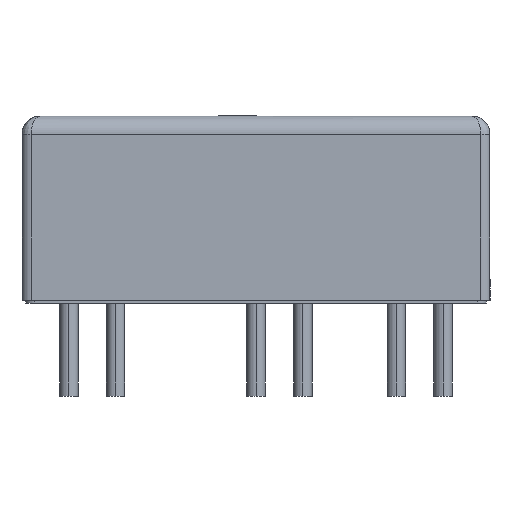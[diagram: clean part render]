
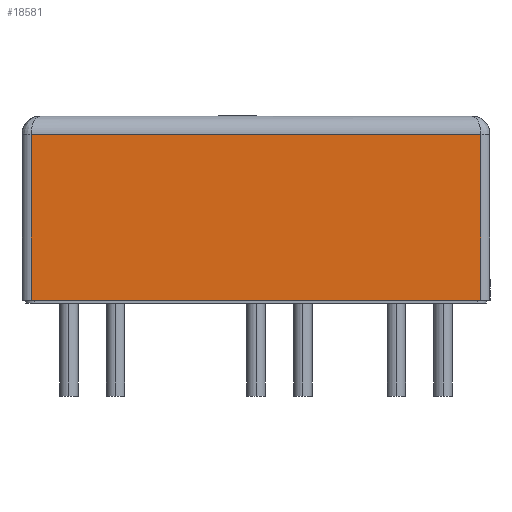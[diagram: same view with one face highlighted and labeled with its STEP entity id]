
A CAD part, left-side view. The second image highlights one B-rep face of the part: STEP entity #18581.
In plain terms, the highlighted planar face has unit normal (-1, 0, 0).
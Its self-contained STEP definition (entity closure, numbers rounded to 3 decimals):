
#515 = LINE ( 'NONE', #9208, #33468 ) ;
#950 = CARTESIAN_POINT ( 'NONE',  ( -25.4, 12.2, -5. ) ) ;
#1067 = PLANE ( 'NONE',  #13578 ) ;
#1984 = ORIENTED_EDGE ( 'NONE', *, *, #12220, .T. ) ;
#2106 = VECTOR ( 'NONE', #37988, 1000. ) ;
#2345 = ORIENTED_EDGE ( 'NONE', *, *, #22613, .T. ) ;
#3137 = LINE ( 'NONE', #29786, #3865 ) ;
#3865 = VECTOR ( 'NONE', #21054, 1000. ) ;
#5591 = VERTEX_POINT ( 'NONE', #26438 ) ;
#5833 = VERTEX_POINT ( 'NONE', #26350 ) ;
#9208 = CARTESIAN_POINT ( 'NONE',  ( -25.4, -12.7, -5. ) ) ;
#9767 = EDGE_CURVE ( 'NONE', #5833, #24098, #3137, .T. ) ;
#10049 = ORIENTED_EDGE ( 'NONE', *, *, #9767, .T. ) ;
#12220 = EDGE_CURVE ( 'NONE', #32127, #5833, #515, .T. ) ;
#13578 = AXIS2_PLACEMENT_3D ( 'NONE', #33668, #34239, #18982 ) ;
#14904 = CARTESIAN_POINT ( 'NONE',  ( -25.4, 12.7, 4. ) ) ;
#15404 = DIRECTION ( 'NONE',  ( 0., -1., 0. ) ) ;
#18416 = FACE_OUTER_BOUND ( 'NONE', #38111, .T. ) ;
#18581 = ADVANCED_FACE ( 'NONE', ( #18416 ), #1067, .F. ) ;
#18982 = DIRECTION ( 'NONE',  ( 0., 0., -1. ) ) ;
#21054 = DIRECTION ( 'NONE',  ( 0., 0., 1. ) ) ;
#22613 = EDGE_CURVE ( 'NONE', #5591, #32127, #26746, .T. ) ;
#24098 = VERTEX_POINT ( 'NONE', #27511 ) ;
#25995 = ORIENTED_EDGE ( 'NONE', *, *, #29877, .T. ) ;
#26307 = VECTOR ( 'NONE', #26632, 1000. ) ;
#26350 = CARTESIAN_POINT ( 'NONE',  ( -25.4, -12.2, -5. ) ) ;
#26438 = CARTESIAN_POINT ( 'NONE',  ( -25.4, 12.2, 4. ) ) ;
#26632 = DIRECTION ( 'NONE',  ( 0., 1., 0. ) ) ;
#26746 = LINE ( 'NONE', #31958, #2106 ) ;
#27511 = CARTESIAN_POINT ( 'NONE',  ( -25.4, -12.2, 4. ) ) ;
#29786 = CARTESIAN_POINT ( 'NONE',  ( -25.4, -12.2, 5. ) ) ;
#29877 = EDGE_CURVE ( 'NONE', #24098, #5591, #35129, .T. ) ;
#31958 = CARTESIAN_POINT ( 'NONE',  ( -25.4, 12.2, 5. ) ) ;
#32127 = VERTEX_POINT ( 'NONE', #950 ) ;
#33468 = VECTOR ( 'NONE', #15404, 1000. ) ;
#33668 = CARTESIAN_POINT ( 'NONE',  ( -25.4, -12.7, 5. ) ) ;
#34239 = DIRECTION ( 'NONE',  ( 1., 0., 0. ) ) ;
#35129 = LINE ( 'NONE', #14904, #26307 ) ;
#37988 = DIRECTION ( 'NONE',  ( 0., 0., -1. ) ) ;
#38111 = EDGE_LOOP ( 'NONE', ( #25995, #2345, #1984, #10049 ) ) ;
